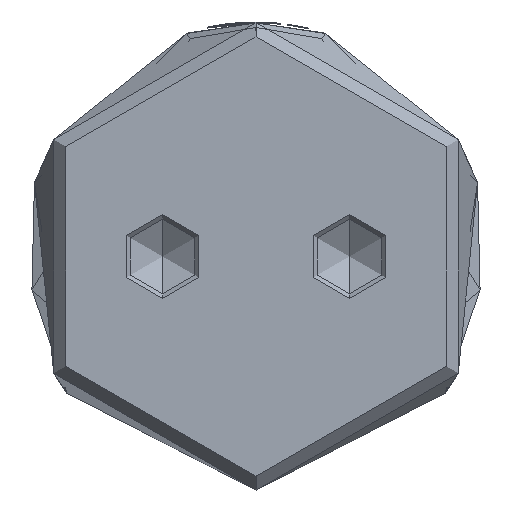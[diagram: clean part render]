
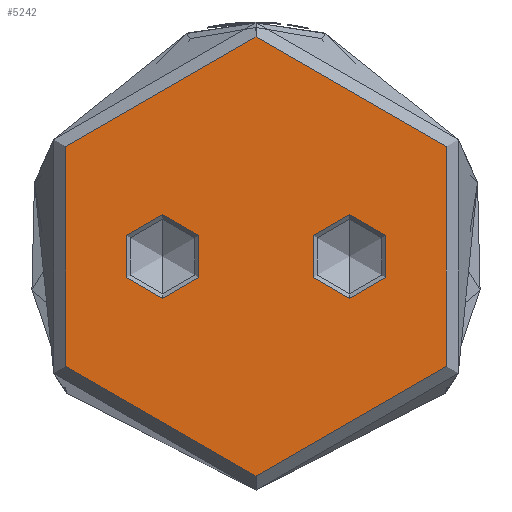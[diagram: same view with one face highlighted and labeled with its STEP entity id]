
A CAD part, front view. The second image highlights one B-rep face of the part: STEP entity #5242.
In plain terms, the highlighted face is planar.
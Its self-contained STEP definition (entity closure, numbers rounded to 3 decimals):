
#41 = VERTEX_POINT ( 'NONE', #4792 ) ;
#87 = CARTESIAN_POINT ( 'NONE',  ( 4.5, -10., 0. ) ) ;
#492 = VERTEX_POINT ( 'NONE', #6379 ) ;
#586 = DIRECTION ( 'NONE',  ( 0., 0., 1. ) ) ;
#590 = FACE_OUTER_BOUND ( 'NONE', #1907, .T. ) ;
#722 = EDGE_LOOP ( 'NONE', ( #3239, #6469 ) ) ;
#966 = DIRECTION ( 'NONE',  ( 1., 0., 0. ) ) ;
#1178 = CARTESIAN_POINT ( 'NONE',  ( 0., 0., 0. ) ) ;
#1239 = EDGE_CURVE ( 'NONE', #6370, #492, #7326, .T. ) ;
#1356 = ORIENTED_EDGE ( 'NONE', *, *, #3681, .T. ) ;
#1384 = EDGE_CURVE ( 'NONE', #6145, #2896, #5339, .T. ) ;
#1564 = AXIS2_PLACEMENT_3D ( 'NONE', #3887, #2295, #966 ) ;
#1753 = DIRECTION ( 'NONE',  ( 1., 0., 0. ) ) ;
#1907 = EDGE_LOOP ( 'NONE', ( #1356, #5263 ) ) ;
#1968 = FACE_BOUND ( 'NONE', #722, .T. ) ;
#2295 = DIRECTION ( 'NONE',  ( 0., 0., -1. ) ) ;
#2355 = EDGE_LOOP ( 'NONE', ( #2396, #6867 ) ) ;
#2396 = ORIENTED_EDGE ( 'NONE', *, *, #2938, .F. ) ;
#2410 = DIRECTION ( 'NONE',  ( 0., 0., -1. ) ) ;
#2416 = CIRCLE ( 'NONE', #5699, 23.5 ) ;
#2479 = PLANE ( 'NONE',  #7332 ) ;
#2757 = DIRECTION ( 'NONE',  ( 0., 0., 1. ) ) ;
#2896 = VERTEX_POINT ( 'NONE', #4412 ) ;
#2926 = CARTESIAN_POINT ( 'NONE',  ( 23.5, 0., 0. ) ) ;
#2938 = EDGE_CURVE ( 'NONE', #5606, #41, #5074, .T. ) ;
#3099 = DIRECTION ( 'NONE',  ( 0., 0., -1. ) ) ;
#3212 = AXIS2_PLACEMENT_3D ( 'NONE', #6622, #6328, #6305 ) ;
#3239 = ORIENTED_EDGE ( 'NONE', *, *, #1384, .T. ) ;
#3472 = FACE_BOUND ( 'NONE', #2355, .T. ) ;
#3681 = EDGE_CURVE ( 'NONE', #492, #6370, #2416, .T. ) ;
#3837 = AXIS2_PLACEMENT_3D ( 'NONE', #5758, #2410, #6299 ) ;
#3887 = CARTESIAN_POINT ( 'NONE',  ( 0., -10., 0. ) ) ;
#4030 = CARTESIAN_POINT ( 'NONE',  ( 0., 10., 0. ) ) ;
#4412 = CARTESIAN_POINT ( 'NONE',  ( -4.5, -10., 0. ) ) ;
#4594 = DIRECTION ( 'NONE',  ( 1., 0., 0. ) ) ;
#4792 = CARTESIAN_POINT ( 'NONE',  ( -4.5, 10., 0. ) ) ;
#4838 = AXIS2_PLACEMENT_3D ( 'NONE', #4030, #586, #4594 ) ;
#5074 = CIRCLE ( 'NONE', #6102, 4.5 ) ;
#5120 = CIRCLE ( 'NONE', #3837, 4.5 ) ;
#5132 = DIRECTION ( 'NONE',  ( 0., 0., 1. ) ) ;
#5242 = ADVANCED_FACE ( 'NONE', ( #590, #3472, #1968 ), #2479, .F. ) ;
#5263 = ORIENTED_EDGE ( 'NONE', *, *, #1239, .T. ) ;
#5339 = CIRCLE ( 'NONE', #1564, 4.5 ) ;
#5584 = EDGE_CURVE ( 'NONE', #41, #5606, #6317, .T. ) ;
#5606 = VERTEX_POINT ( 'NONE', #6212 ) ;
#5699 = AXIS2_PLACEMENT_3D ( 'NONE', #1178, #5132, #1753 ) ;
#5758 = CARTESIAN_POINT ( 'NONE',  ( 0., -10., 0. ) ) ;
#6099 = CARTESIAN_POINT ( 'NONE',  ( 0., 10., 0. ) ) ;
#6102 = AXIS2_PLACEMENT_3D ( 'NONE', #6099, #2757, #6649 ) ;
#6145 = VERTEX_POINT ( 'NONE', #87 ) ;
#6212 = CARTESIAN_POINT ( 'NONE',  ( 4.5, 10., 0. ) ) ;
#6299 = DIRECTION ( 'NONE',  ( 1., 0., 0. ) ) ;
#6305 = DIRECTION ( 'NONE',  ( 1., 0., 0. ) ) ;
#6317 = CIRCLE ( 'NONE', #4838, 4.5 ) ;
#6328 = DIRECTION ( 'NONE',  ( 0., 0., 1. ) ) ;
#6370 = VERTEX_POINT ( 'NONE', #2926 ) ;
#6379 = CARTESIAN_POINT ( 'NONE',  ( -23.5, 0., 0. ) ) ;
#6422 = CARTESIAN_POINT ( 'NONE',  ( 0., 0., 0. ) ) ;
#6469 = ORIENTED_EDGE ( 'NONE', *, *, #7160, .T. ) ;
#6622 = CARTESIAN_POINT ( 'NONE',  ( 0., 0., 0. ) ) ;
#6649 = DIRECTION ( 'NONE',  ( 1., 0., 0. ) ) ;
#6867 = ORIENTED_EDGE ( 'NONE', *, *, #5584, .F. ) ;
#6987 = DIRECTION ( 'NONE',  ( -1., 0., 0. ) ) ;
#7160 = EDGE_CURVE ( 'NONE', #2896, #6145, #5120, .T. ) ;
#7326 = CIRCLE ( 'NONE', #3212, 23.5 ) ;
#7332 = AXIS2_PLACEMENT_3D ( 'NONE', #6422, #3099, #6987 ) ;
